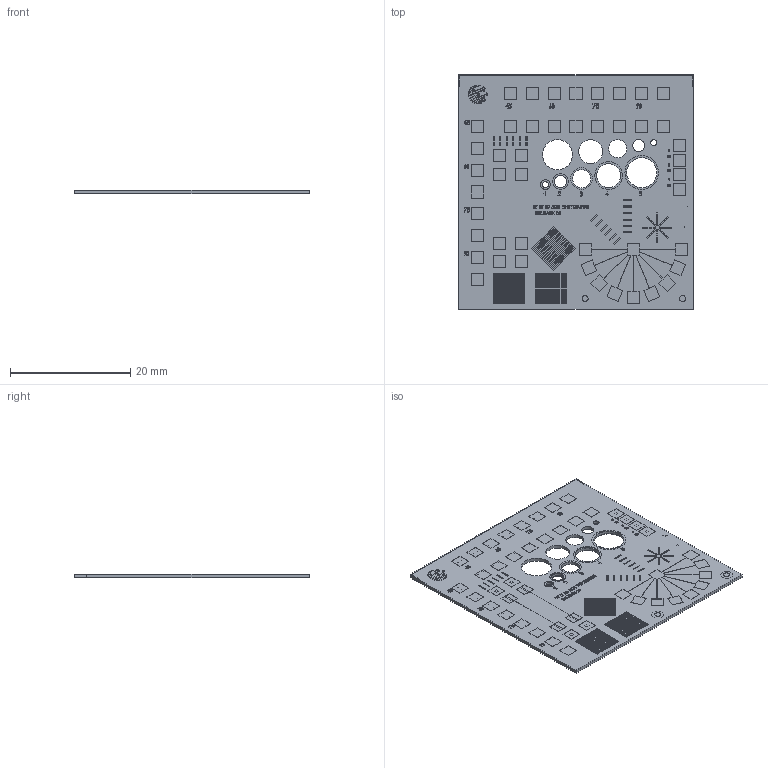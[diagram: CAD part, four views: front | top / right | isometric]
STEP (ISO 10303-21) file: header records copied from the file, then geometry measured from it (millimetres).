
FILE_DESCRIPTION (( 'STEP AP214' ), '1' );
FILE_NAME ('AME 3DTestCoupon_Release_2.0.STEP', '2024-02-08T13:27:00', ( '' ), ( '' ), 'SwSTEP 2.0', 'SolidWorks 2022', '' );
FILE_SCHEMA (( 'AUTOMOTIVE_DESIGN' ));
Length unit declared in the file: millimetre
Products named in the file (1): AME 3DTestCoupon_Release_2.0
Bounding box: 39.01 x 39.01 x 0.56 mm (x, y, z)
Volume: 840.8 mm3; surface area: 4377 mm2
Topology: 332 solids, 332 shells, 3428 faces, 7866 edges, 5244 vertices
Faces by surface type: plane 3060, cylinder 186, bspline 182
Entity records: 99459 total; most frequent: CARTESIAN_POINT 19337, ORIENTED_EDGE 15732, DIRECTION 14336, EDGE_CURVE 7866, LINE 7082, VECTOR 7082, VERTEX_POINT 5244, EDGE_LOOP 3646
